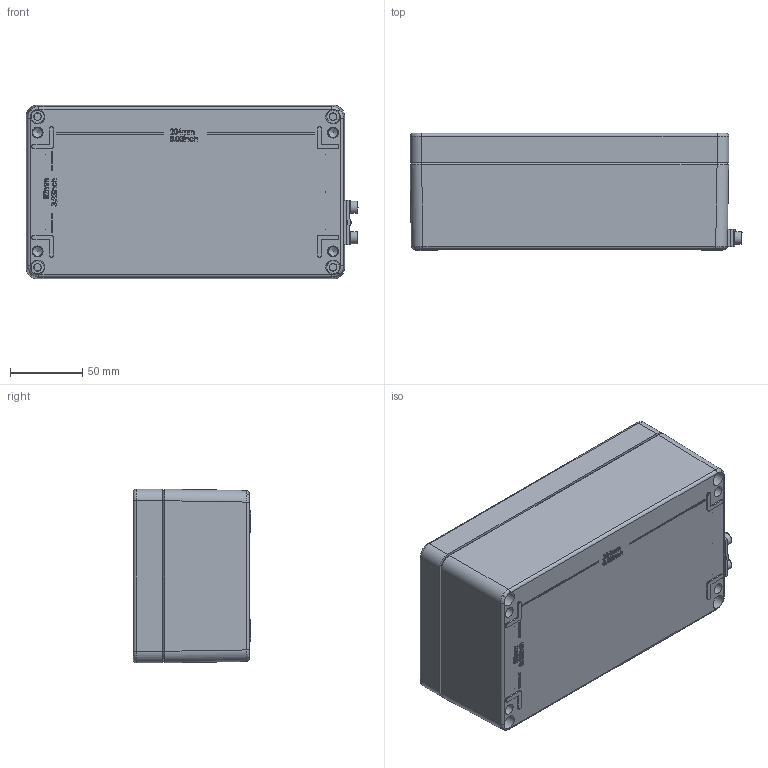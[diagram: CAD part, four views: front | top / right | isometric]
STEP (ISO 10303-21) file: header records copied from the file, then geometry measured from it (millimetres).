
FILE_DESCRIPTION(/* description */ (''),/* implementation_level */ '2;1');
FILE_NAME(/* name */ '15221208000-RST.stp',/* time_stamp */ '2021-09-08T10:59:06+02:00',/* author */ ('sl'),/* organization */ (''),/* preprocessor_version */ 'ST-DEVELOPER v16.5',/* originating_system */ 'Autodesk Inventor 2017',/* authorisation */ '');
FILE_SCHEMA (('AUTOMOTIVE_DESIGN { 1 0 10303 214 3 1 1 }'));
Products named in the file (12): Alu-Ex-Gehäuse-14-BG-0001-15_221208_000; Dop-Erdungsschraube1; Dop-Erdungsschraube-Teil1; Dop-Erdungsschraube-Teil6; Dop-Erdungsschraube-Teil5; Dop-Erdungsschraube-Teil7; UT-Alu-Ex-Gehäuse-14-BT-0002-15_221208_000; SchraubeM6x25-10; Deckel-Alu-Ex-Gehäuse-14-BG-0002-15_221208_000; Deckel-Alu-Ex-Gehäuse-14-BT-0001-15_221208_000; Dichtlippe-Alu-Ex-Gehäuse-14-BT-0003-15_221208_000; Erdung92081
Assembly tree (16 placements, depth 3):
  Alu-Ex-Gehäuse-14-BG-0001-15_221208_000
    Dop-Erdungsschraube1
      Dop-Erdungsschraube-Teil1
      Dop-Erdungsschraube-Teil5  x2
      Dop-Erdungsschraube-Teil6
      Dop-Erdungsschraube-Teil7  x2
    UT-Alu-Ex-Gehäuse-14-BT-0002-15_221208_000
    SchraubeM6x25-10  x4
    Deckel-Alu-Ex-Gehäuse-14-BG-0002-15_221208_000
      Deckel-Alu-Ex-Gehäuse-14-BT-0001-15_221208_000
      Dichtlippe-Alu-Ex-Gehäuse-14-BT-0003-15_221208_000
      Erdung92081
Bounding box: 229.19 x 81 x 120 mm (x, y, z)
Volume: 501151.2 mm3; surface area: 233960.7 mm2
Topology: 14 solids, 14 shells, 1285 faces, 3210 edges, 2046 vertices
Faces by surface type: plane 601, bspline 269, cylinder 193, cone 108, torus 106, sphere 8
Full cylindrical faces by diameter (mm): 1.8 x1, 1.9 x1, 4.7 x1, 5 x15, 5.3 x4, 5.95 x4, 6 x4, 6.15 x4, 6.5 x4, 8 x1, 8.5 x2, 10 x4
Entity records: 48595 total; most frequent: CARTESIAN_POINT 22061, ORIENTED_EDGE 5598, DIRECTION 4809, EDGE_CURVE 2799, VERTEX_POINT 1850, LINE 1605, VECTOR 1605, AXIS2_PLACEMENT_3D 1602
